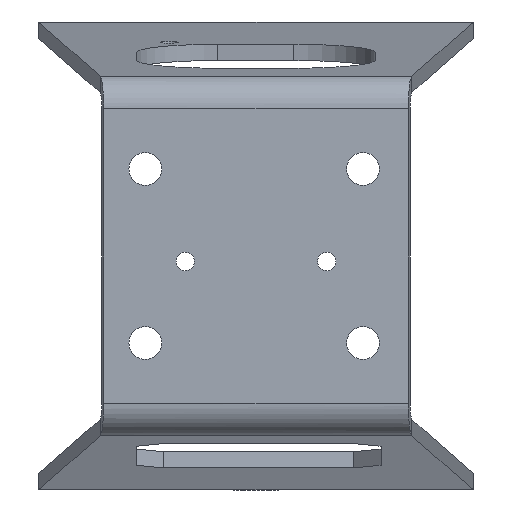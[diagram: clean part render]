
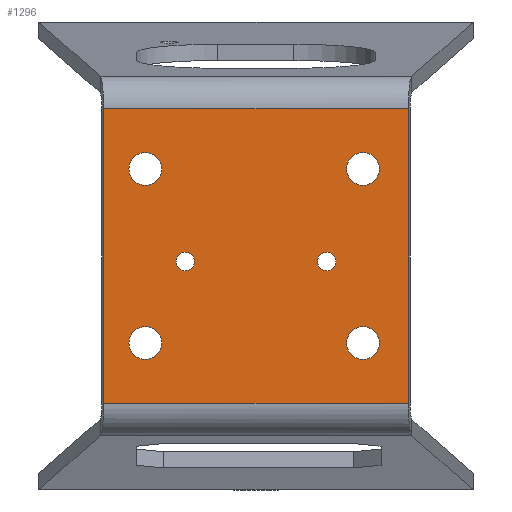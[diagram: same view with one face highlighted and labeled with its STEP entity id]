
A CAD part, front view. The second image highlights one B-rep face of the part: STEP entity #1296.
In plain terms, the highlighted planar face has unit normal (0, -1, 0).
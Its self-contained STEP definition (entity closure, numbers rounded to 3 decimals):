
#47=FACE_BOUND('',#271,.T.);
#48=FACE_BOUND('',#272,.T.);
#49=FACE_BOUND('',#273,.T.);
#50=FACE_BOUND('',#274,.T.);
#51=FACE_BOUND('',#275,.T.);
#52=FACE_BOUND('',#276,.T.);
#111=PLANE('',#1451);
#180=FACE_OUTER_BOUND('',#270,.T.);
#270=EDGE_LOOP('',(#1151,#1152,#1153,#1154));
#271=EDGE_LOOP('',(#1155));
#272=EDGE_LOOP('',(#1156));
#273=EDGE_LOOP('',(#1157));
#274=EDGE_LOOP('',(#1158));
#275=EDGE_LOOP('',(#1159));
#276=EDGE_LOOP('',(#1160));
#355=LINE('',#2056,#465);
#368=LINE('',#2132,#478);
#383=LINE('',#2184,#493);
#397=LINE('',#2208,#507);
#465=VECTOR('',#1645,10.);
#478=VECTOR('',#1732,10.);
#493=VECTOR('',#1791,10.);
#507=VECTOR('',#1825,10.);
#512=CIRCLE('',#1326,1.7);
#515=CIRCLE('',#1330,1.7);
#545=CIRCLE('',#1409,3.);
#547=CIRCLE('',#1412,3.);
#549=CIRCLE('',#1415,3.);
#551=CIRCLE('',#1418,3.);
#563=VERTEX_POINT('',#1846);
#566=VERTEX_POINT('',#1854);
#624=VERTEX_POINT('',#2034);
#626=VERTEX_POINT('',#2040);
#627=VERTEX_POINT('',#2044);
#629=VERTEX_POINT('',#2050);
#650=VERTEX_POINT('',#2109);
#652=VERTEX_POINT('',#2115);
#654=VERTEX_POINT('',#2121);
#656=VERTEX_POINT('',#2127);
#675=EDGE_CURVE('',#563,#563,#512,.T.);
#679=EDGE_CURVE('',#566,#566,#515,.T.);
#768=EDGE_CURVE('',#624,#627,#355,.T.);
#796=EDGE_CURVE('',#650,#650,#545,.T.);
#799=EDGE_CURVE('',#652,#652,#547,.T.);
#802=EDGE_CURVE('',#654,#654,#549,.T.);
#805=EDGE_CURVE('',#656,#656,#551,.T.);
#807=EDGE_CURVE('',#626,#629,#368,.T.);
#833=EDGE_CURVE('',#627,#626,#383,.T.);
#847=EDGE_CURVE('',#624,#629,#397,.T.);
#1151=ORIENTED_EDGE('',*,*,#807,.T.);
#1152=ORIENTED_EDGE('',*,*,#847,.F.);
#1153=ORIENTED_EDGE('',*,*,#768,.T.);
#1154=ORIENTED_EDGE('',*,*,#833,.T.);
#1155=ORIENTED_EDGE('',*,*,#675,.T.);
#1156=ORIENTED_EDGE('',*,*,#679,.T.);
#1157=ORIENTED_EDGE('',*,*,#796,.T.);
#1158=ORIENTED_EDGE('',*,*,#799,.T.);
#1159=ORIENTED_EDGE('',*,*,#802,.T.);
#1160=ORIENTED_EDGE('',*,*,#805,.T.);
#1296=ADVANCED_FACE('',(#180,#47,#48,#49,#50,#51,#52),#111,.F.);
#1326=AXIS2_PLACEMENT_3D('',#1848,#1467,#1468);
#1330=AXIS2_PLACEMENT_3D('',#1856,#1476,#1477);
#1409=AXIS2_PLACEMENT_3D('',#2111,#1706,#1707);
#1412=AXIS2_PLACEMENT_3D('',#2117,#1713,#1714);
#1415=AXIS2_PLACEMENT_3D('',#2123,#1720,#1721);
#1418=AXIS2_PLACEMENT_3D('',#2129,#1727,#1728);
#1451=AXIS2_PLACEMENT_3D('',#2207,#1823,#1824);
#1467=DIRECTION('center_axis',(0.,1.,0.));
#1468=DIRECTION('ref_axis',(1.,0.,0.));
#1476=DIRECTION('center_axis',(0.,1.,0.));
#1477=DIRECTION('ref_axis',(1.,0.,0.));
#1645=DIRECTION('',(0.,0.,-1.));
#1706=DIRECTION('center_axis',(0.,1.,0.));
#1707=DIRECTION('ref_axis',(-1.,0.,0.));
#1713=DIRECTION('center_axis',(0.,1.,0.));
#1714=DIRECTION('ref_axis',(-1.,0.,0.));
#1720=DIRECTION('center_axis',(0.,1.,0.));
#1721=DIRECTION('ref_axis',(-1.,0.,0.));
#1727=DIRECTION('center_axis',(0.,1.,0.));
#1728=DIRECTION('ref_axis',(-1.,0.,0.));
#1732=DIRECTION('',(0.,0.,1.));
#1791=DIRECTION('',(1.,0.,0.));
#1823=DIRECTION('center_axis',(0.,1.,0.));
#1824=DIRECTION('ref_axis',(0.,0.,1.));
#1825=DIRECTION('',(1.,0.,0.));
#1846=CARTESIAN_POINT('',(25.3,0.,31.5));
#1848=CARTESIAN_POINT('Origin',(27.,0.,31.5));
#1854=CARTESIAN_POINT('',(51.3,0.,31.5));
#1856=CARTESIAN_POINT('Origin',(53.,0.,31.5));
#2034=CARTESIAN_POINT('',(12.,0.,59.572));
#2040=CARTESIAN_POINT('',(68.,0.,5.428));
#2044=CARTESIAN_POINT('',(12.,0.,5.428));
#2050=CARTESIAN_POINT('',(68.,0.,59.572));
#2056=CARTESIAN_POINT('',(12.,0.,54.));
#2109=CARTESIAN_POINT('',(22.657,0.,16.5));
#2111=CARTESIAN_POINT('Origin',(19.657,0.,16.5));
#2115=CARTESIAN_POINT('',(22.657,0.,48.5));
#2117=CARTESIAN_POINT('Origin',(19.657,0.,48.5));
#2121=CARTESIAN_POINT('',(62.657,0.,48.5));
#2123=CARTESIAN_POINT('Origin',(59.657,0.,48.5));
#2127=CARTESIAN_POINT('',(62.657,0.,16.5));
#2129=CARTESIAN_POINT('Origin',(59.657,0.,16.5));
#2132=CARTESIAN_POINT('',(68.,0.,54.));
#2184=CARTESIAN_POINT('',(40.,0.,5.428));
#2207=CARTESIAN_POINT('Origin',(40.,0.,32.5));
#2208=CARTESIAN_POINT('',(40.,0.,59.572));
